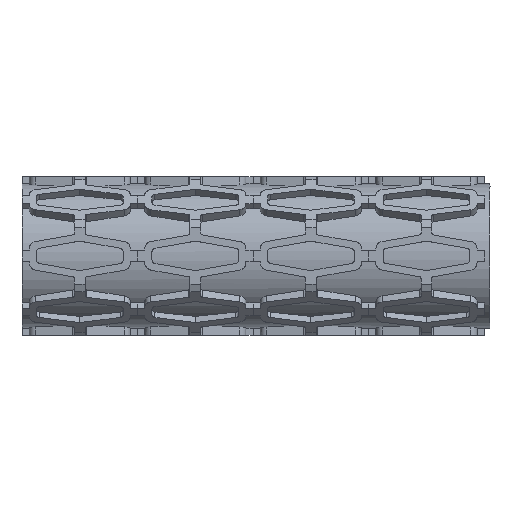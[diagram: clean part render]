
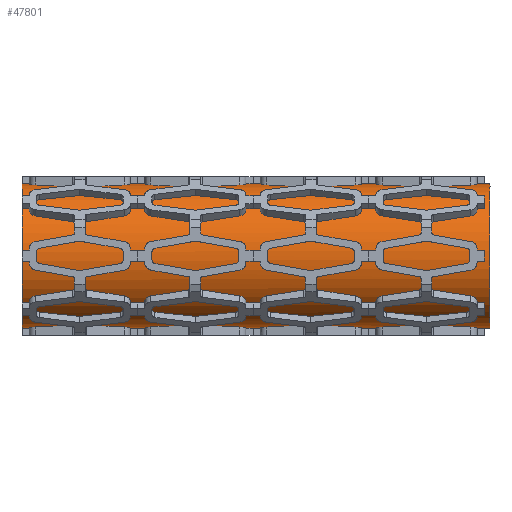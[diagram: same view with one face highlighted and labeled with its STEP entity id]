
A CAD part, top view. The second image highlights one B-rep face of the part: STEP entity #47801.
In plain terms, the highlighted free-form (B-spline) face has degree [2, 1] with [5, 2] control points.
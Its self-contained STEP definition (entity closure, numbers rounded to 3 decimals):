
#47801 = ADVANCED_FACE('',(#47802),#47838,.T.);
#47802 = FACE_BOUND('',#47803,.T.);
#47803 = EDGE_LOOP('',(#47804,#47813,#47823,#47830));
#47804 = ORIENTED_EDGE('',*,*,#47805,.T.);
#47805 = EDGE_CURVE('',#47806,#47808,#47810,.T.);
#47806 = VERTEX_POINT('',#47807);
#47807 = CARTESIAN_POINT('',(0.,2.409,0.));
#47808 = VERTEX_POINT('',#47809);
#47809 = CARTESIAN_POINT('',(15.608,2.409,0.));
#47810 = B_SPLINE_CURVE_WITH_KNOTS('',1,(#47811,#47812),.UNSPECIFIED.,
  .F.,.F.,(2,2),(0.,12.96),.PIECEWISE_BEZIER_KNOTS.);
#47811 = CARTESIAN_POINT('',(0.,2.409,0.));
#47812 = CARTESIAN_POINT('',(15.608,2.409,0.));
#47813 = ORIENTED_EDGE('',*,*,#47814,.T.);
#47814 = EDGE_CURVE('',#47808,#47815,#47817,.T.);
#47815 = VERTEX_POINT('',#47816);
#47816 = CARTESIAN_POINT('',(15.608,-2.409,
    0.));
#47817 = ( BOUNDED_CURVE() B_SPLINE_CURVE(2,(#47818,#47819,#47820,#47821
,#47822),.UNSPECIFIED.,.F.,.F.) B_SPLINE_CURVE_WITH_KNOTS((3,2,3),(0.,
1.571,3.142),.PIECEWISE_BEZIER_KNOTS.) CURVE() 
GEOMETRIC_REPRESENTATION_ITEM() RATIONAL_B_SPLINE_CURVE((1.,
0.707,1.,0.707,1.)) REPRESENTATION_ITEM('') );
#47818 = CARTESIAN_POINT('',(15.608,2.409,0.));
#47819 = CARTESIAN_POINT('',(15.608,2.409,
    2.409));
#47820 = CARTESIAN_POINT('',(15.608,0.,
    2.409));
#47821 = CARTESIAN_POINT('',(15.608,-2.409,
    2.409));
#47822 = CARTESIAN_POINT('',(15.608,-2.409,
    0.));
#47823 = ORIENTED_EDGE('',*,*,#47824,.T.);
#47824 = EDGE_CURVE('',#47815,#47825,#47827,.T.);
#47825 = VERTEX_POINT('',#47826);
#47826 = CARTESIAN_POINT('',(0.,-2.409,0.));
#47827 = B_SPLINE_CURVE_WITH_KNOTS('',1,(#47828,#47829),.UNSPECIFIED.,
  .F.,.F.,(2,2),(0.,12.96),.PIECEWISE_BEZIER_KNOTS.);
#47828 = CARTESIAN_POINT('',(15.608,-2.409,0.));
#47829 = CARTESIAN_POINT('',(0.,-2.409,0.));
#47830 = ORIENTED_EDGE('',*,*,#47831,.T.);
#47831 = EDGE_CURVE('',#47825,#47806,#47832,.T.);
#47832 = ( BOUNDED_CURVE() B_SPLINE_CURVE(2,(#47833,#47834,#47835,#47836
,#47837),.UNSPECIFIED.,.F.,.F.) B_SPLINE_CURVE_WITH_KNOTS((3,2,3),(
    3.142,4.712,6.283),
.PIECEWISE_BEZIER_KNOTS.) CURVE() GEOMETRIC_REPRESENTATION_ITEM() 
RATIONAL_B_SPLINE_CURVE((1.,0.707,1.,0.707,1.)) 
REPRESENTATION_ITEM('') );
#47833 = CARTESIAN_POINT('',(0.,-2.409,0.));
#47834 = CARTESIAN_POINT('',(0.,-2.409,2.409));
#47835 = CARTESIAN_POINT('',(0.,0.,2.409));
#47836 = CARTESIAN_POINT('',(0.,2.409,2.409));
#47837 = CARTESIAN_POINT('',(0.,2.409,0.));
#47838 = ( BOUNDED_SURFACE() B_SPLINE_SURFACE(2,1,(
    (#47839,#47840)
    ,(#47841,#47842)
    ,(#47843,#47844)
    ,(#47845,#47846)
    ,(#47847,#47848
)),.UNSPECIFIED.,.F.,.F.,.F.) B_SPLINE_SURFACE_WITH_KNOTS((3,2,3),(2,2),
  (3.142,4.712,6.283),(0.,12.96),
.PIECEWISE_BEZIER_KNOTS.) GEOMETRIC_REPRESENTATION_ITEM() 
RATIONAL_B_SPLINE_SURFACE((
    (1.,1.)
    ,(0.707,0.707)
    ,(1.,1.)
    ,(0.707,0.707)
,(1.,1.))) REPRESENTATION_ITEM('') SURFACE() );
#47839 = CARTESIAN_POINT('',(0.,-2.409,0.));
#47840 = CARTESIAN_POINT('',(15.608,-2.409,
    0.));
#47841 = CARTESIAN_POINT('',(0.,-2.409,2.409));
#47842 = CARTESIAN_POINT('',(15.608,-2.409,
    2.409));
#47843 = CARTESIAN_POINT('',(0.,0.,2.409));
#47844 = CARTESIAN_POINT('',(15.608,0.,
    2.409));
#47845 = CARTESIAN_POINT('',(0.,2.409,2.409));
#47846 = CARTESIAN_POINT('',(15.608,2.409,
    2.409));
#47847 = CARTESIAN_POINT('',(0.,2.409,0.));
#47848 = CARTESIAN_POINT('',(15.608,2.409,
    0.));
